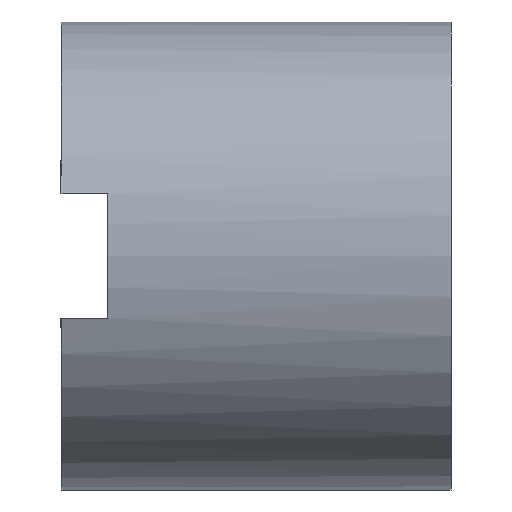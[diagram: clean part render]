
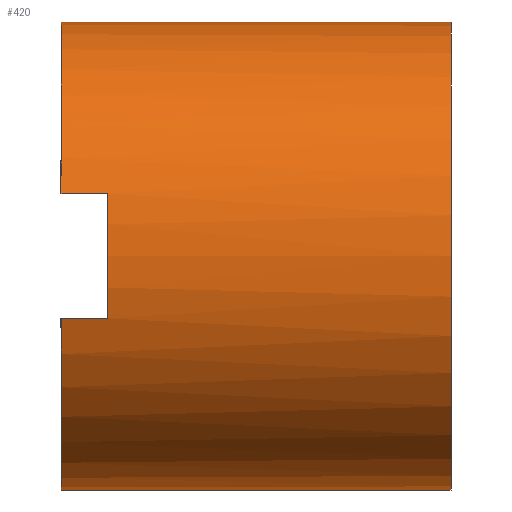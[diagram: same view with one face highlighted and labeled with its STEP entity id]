
A CAD part, left-side view. The second image highlights one B-rep face of the part: STEP entity #420.
In plain terms, the highlighted cylindrical face has radius 30 mm (diameter 60 mm), a partial arc.
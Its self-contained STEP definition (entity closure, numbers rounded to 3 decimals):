
#17=CYLINDRICAL_SURFACE('',#470,30.);
#37=FACE_OUTER_BOUND('',#60,.T.);
#60=EDGE_LOOP('',(#353,#354,#355,#356,#357,#358,#359,#360));
#68=LINE('',#616,#113);
#71=LINE('',#622,#116);
#104=LINE('',#699,#149);
#107=LINE('',#708,#152);
#113=VECTOR('',#496,10.);
#116=VECTOR('',#501,10.);
#149=VECTOR('',#574,10.);
#152=VECTOR('',#585,10.);
#154=CIRCLE('',#439,30.);
#163=CIRCLE('',#455,30.);
#164=CIRCLE('',#459,30.);
#166=CIRCLE('',#468,30.);
#168=VERTEX_POINT('',#595);
#169=VERTEX_POINT('',#596);
#177=VERTEX_POINT('',#615);
#179=VERTEX_POINT('',#621);
#189=VERTEX_POINT('',#650);
#197=VERTEX_POINT('',#672);
#203=VERTEX_POINT('',#697);
#204=VERTEX_POINT('',#702);
#206=EDGE_CURVE('',#168,#169,#154,.T.);
#215=EDGE_CURVE('',#169,#177,#68,.T.);
#218=EDGE_CURVE('',#179,#168,#71,.T.);
#233=EDGE_CURVE('',#179,#189,#163,.T.);
#245=EDGE_CURVE('',#197,#177,#164,.T.);
#258=EDGE_CURVE('',#197,#203,#104,.T.);
#261=EDGE_CURVE('',#204,#203,#166,.T.);
#263=EDGE_CURVE('',#189,#204,#107,.T.);
#353=ORIENTED_EDGE('',*,*,#215,.T.);
#354=ORIENTED_EDGE('',*,*,#245,.F.);
#355=ORIENTED_EDGE('',*,*,#258,.T.);
#356=ORIENTED_EDGE('',*,*,#261,.F.);
#357=ORIENTED_EDGE('',*,*,#263,.F.);
#358=ORIENTED_EDGE('',*,*,#233,.F.);
#359=ORIENTED_EDGE('',*,*,#218,.T.);
#360=ORIENTED_EDGE('',*,*,#206,.T.);
#420=ADVANCED_FACE('',(#37),#17,.T.);
#439=AXIS2_PLACEMENT_3D('',#597,#478,#479);
#455=AXIS2_PLACEMENT_3D('',#651,#528,#529);
#459=AXIS2_PLACEMENT_3D('',#674,#547,#548);
#468=AXIS2_PLACEMENT_3D('',#704,#579,#580);
#470=AXIS2_PLACEMENT_3D('',#707,#583,#584);
#478=DIRECTION('center_axis',(0.,-1.,0.));
#479=DIRECTION('ref_axis',(1.,0.,0.));
#496=DIRECTION('',(0.,1.,0.));
#501=DIRECTION('',(0.,-1.,0.));
#528=DIRECTION('center_axis',(0.,1.,0.));
#529=DIRECTION('ref_axis',(1.,0.,0.));
#547=DIRECTION('center_axis',(0.,1.,0.));
#548=DIRECTION('ref_axis',(1.,0.,0.));
#574=DIRECTION('',(0.,-1.,0.));
#579=DIRECTION('center_axis',(0.,-1.,0.));
#580=DIRECTION('ref_axis',(1.,0.,0.));
#583=DIRECTION('center_axis',(0.,1.,0.));
#584=DIRECTION('ref_axis',(-1.,0.,0.));
#585=DIRECTION('',(0.,-1.,0.));
#595=CARTESIAN_POINT('',(1.086,44.,38.));
#596=CARTESIAN_POINT('',(1.086,44.,22.));
#597=CARTESIAN_POINT('Origin',(30.,44.,30.));
#615=CARTESIAN_POINT('',(1.086,50.,22.));
#616=CARTESIAN_POINT('',(1.086,0.,22.));
#621=CARTESIAN_POINT('',(1.086,50.,38.));
#622=CARTESIAN_POINT('',(1.086,0.,38.));
#650=CARTESIAN_POINT('',(30.,50.,60.));
#651=CARTESIAN_POINT('Origin',(30.,50.,30.));
#672=CARTESIAN_POINT('',(30.,50.,0.));
#674=CARTESIAN_POINT('Origin',(30.,50.,30.));
#697=CARTESIAN_POINT('',(30.,0.,0.));
#699=CARTESIAN_POINT('',(30.,0.,0.));
#702=CARTESIAN_POINT('',(30.,0.,60.));
#704=CARTESIAN_POINT('Origin',(30.,0.,30.));
#707=CARTESIAN_POINT('Origin',(30.,0.,30.));
#708=CARTESIAN_POINT('',(30.,0.,60.));
